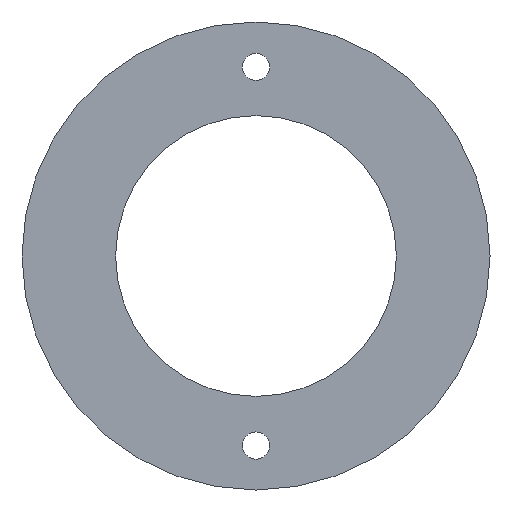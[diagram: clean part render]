
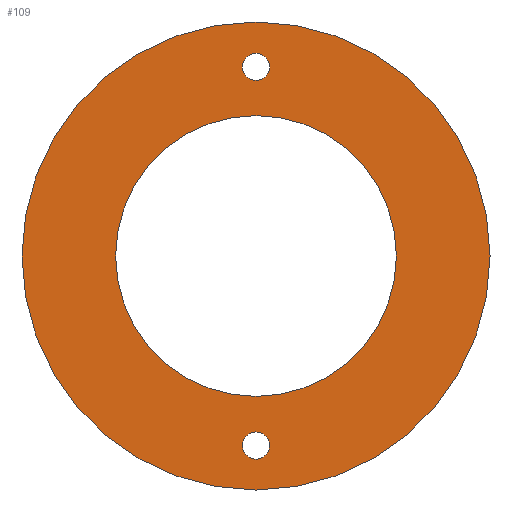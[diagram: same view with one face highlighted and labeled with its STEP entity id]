
A CAD part, front view. The second image highlights one B-rep face of the part: STEP entity #109.
In plain terms, the highlighted planar face has unit normal (0, -1, 0).
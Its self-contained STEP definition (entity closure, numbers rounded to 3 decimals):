
#15=FACE_BOUND('',#34,.T.);
#16=FACE_BOUND('',#35,.T.);
#17=FACE_BOUND('',#36,.T.);
#21=PLANE('',#137);
#27=FACE_OUTER_BOUND('',#33,.T.);
#33=EDGE_LOOP('',(#93));
#34=EDGE_LOOP('',(#94));
#35=EDGE_LOOP('',(#95));
#36=EDGE_LOOP('',(#96));
#50=CIRCLE('',#127,27.5);
#51=CIRCLE('',#129,1.6);
#53=CIRCLE('',#132,16.5);
#55=CIRCLE('',#135,1.6);
#58=VERTEX_POINT('',#177);
#59=VERTEX_POINT('',#181);
#61=VERTEX_POINT('',#187);
#63=VERTEX_POINT('',#193);
#67=EDGE_CURVE('',#58,#58,#50,.T.);
#68=EDGE_CURVE('',#59,#59,#51,.T.);
#71=EDGE_CURVE('',#61,#61,#53,.T.);
#74=EDGE_CURVE('',#63,#63,#55,.T.);
#93=ORIENTED_EDGE('',*,*,#67,.T.);
#94=ORIENTED_EDGE('',*,*,#74,.T.);
#95=ORIENTED_EDGE('',*,*,#71,.T.);
#96=ORIENTED_EDGE('',*,*,#68,.T.);
#109=ADVANCED_FACE('',(#27,#15,#16,#17),#21,.T.);
#127=AXIS2_PLACEMENT_3D('',#179,#146,#147);
#129=AXIS2_PLACEMENT_3D('',#182,#150,#151);
#132=AXIS2_PLACEMENT_3D('',#188,#157,#158);
#135=AXIS2_PLACEMENT_3D('',#194,#164,#165);
#137=AXIS2_PLACEMENT_3D('',#198,#169,#170);
#146=DIRECTION('center_axis',(0.,-1.,0.));
#147=DIRECTION('ref_axis',(-1.,0.,0.));
#150=DIRECTION('center_axis',(0.,1.,0.));
#151=DIRECTION('ref_axis',(-1.,0.,0.));
#157=DIRECTION('center_axis',(0.,1.,0.));
#158=DIRECTION('ref_axis',(-1.,0.,0.));
#164=DIRECTION('center_axis',(0.,1.,0.));
#165=DIRECTION('ref_axis',(-1.,0.,0.));
#169=DIRECTION('center_axis',(0.,-1.,0.));
#170=DIRECTION('ref_axis',(-1.,0.,0.));
#177=CARTESIAN_POINT('',(27.5,8.7,0.));
#179=CARTESIAN_POINT('Origin',(0.,8.7,0.));
#181=CARTESIAN_POINT('',(1.6,8.7,22.231));
#182=CARTESIAN_POINT('Origin',(0.,8.7,22.231));
#187=CARTESIAN_POINT('',(16.5,8.7,0.));
#188=CARTESIAN_POINT('Origin',(0.,8.7,0.));
#193=CARTESIAN_POINT('',(1.6,8.7,-22.278));
#194=CARTESIAN_POINT('Origin',(0.,8.7,-22.278));
#198=CARTESIAN_POINT('Origin',(0.,8.7,0.));
